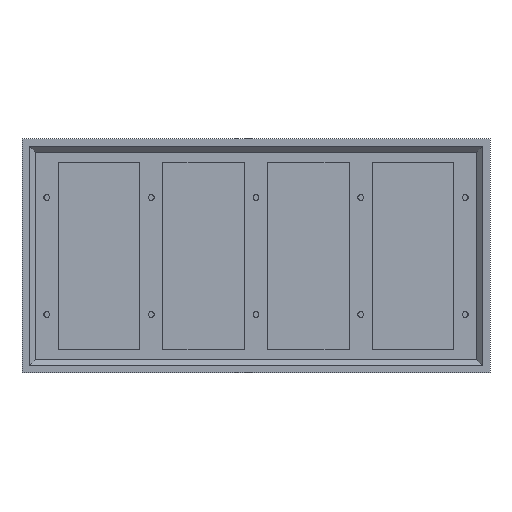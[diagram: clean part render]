
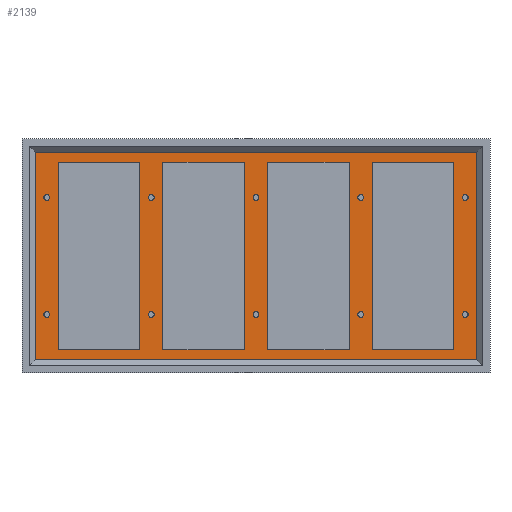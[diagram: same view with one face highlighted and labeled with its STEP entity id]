
A CAD part, front view. The second image highlights one B-rep face of the part: STEP entity #2139.
In plain terms, the highlighted planar face has unit normal (0, -1, 0).
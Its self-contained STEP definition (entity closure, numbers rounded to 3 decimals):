
#5=DIRECTION('',(1.,0.,0.));
#6=VECTOR('',#5,1886.);
#7=CARTESIAN_POINT('',(-943.,25.,-443.));
#8=LINE('',#7,#6);
#9=DIRECTION('',(0.,0.,-1.));
#10=VECTOR('',#9,886.);
#11=CARTESIAN_POINT('',(-943.,25.,443.));
#12=LINE('',#11,#10);
#13=DIRECTION('',(-1.,0.,0.));
#14=VECTOR('',#13,1886.);
#15=CARTESIAN_POINT('',(943.,25.,443.));
#16=LINE('',#15,#14);
#17=DIRECTION('',(0.,0.,1.));
#18=VECTOR('',#17,886.);
#19=CARTESIAN_POINT('',(943.,25.,-443.));
#20=LINE('',#19,#18);
#21=CARTESIAN_POINT('',(-894.4,25.,250.));
#22=DIRECTION('',(0.,-1.,0.));
#23=DIRECTION('',(1.,0.,0.));
#24=AXIS2_PLACEMENT_3D('',#21,#22,#23);
#26=CARTESIAN_POINT('',(-894.4,25.,250.));
#27=DIRECTION('',(0.,-1.,0.));
#28=DIRECTION('',(-1.,0.,0.));
#29=AXIS2_PLACEMENT_3D('',#26,#27,#28);
#31=CARTESIAN_POINT('',(-894.4,25.,-250.));
#32=DIRECTION('',(0.,-1.,0.));
#33=DIRECTION('',(1.,0.,0.));
#34=AXIS2_PLACEMENT_3D('',#31,#32,#33);
#36=CARTESIAN_POINT('',(-894.4,25.,-250.));
#37=DIRECTION('',(0.,-1.,0.));
#38=DIRECTION('',(-1.,0.,0.));
#39=AXIS2_PLACEMENT_3D('',#36,#37,#38);
#41=CARTESIAN_POINT('',(-447.2,25.,250.));
#42=DIRECTION('',(0.,-1.,0.));
#43=DIRECTION('',(1.,0.,0.));
#44=AXIS2_PLACEMENT_3D('',#41,#42,#43);
#46=CARTESIAN_POINT('',(-447.2,25.,250.));
#47=DIRECTION('',(0.,-1.,0.));
#48=DIRECTION('',(-1.,0.,0.));
#49=AXIS2_PLACEMENT_3D('',#46,#47,#48);
#51=CARTESIAN_POINT('',(-447.2,25.,-250.));
#52=DIRECTION('',(0.,-1.,0.));
#53=DIRECTION('',(1.,0.,0.));
#54=AXIS2_PLACEMENT_3D('',#51,#52,#53);
#56=CARTESIAN_POINT('',(-447.2,25.,-250.));
#57=DIRECTION('',(0.,-1.,0.));
#58=DIRECTION('',(-1.,0.,0.));
#59=AXIS2_PLACEMENT_3D('',#56,#57,#58);
#61=CARTESIAN_POINT('',(0.,25.,250.));
#62=DIRECTION('',(0.,-1.,0.));
#63=DIRECTION('',(1.,0.,0.));
#64=AXIS2_PLACEMENT_3D('',#61,#62,#63);
#66=CARTESIAN_POINT('',(0.,25.,250.));
#67=DIRECTION('',(0.,-1.,0.));
#68=DIRECTION('',(-1.,0.,0.));
#69=AXIS2_PLACEMENT_3D('',#66,#67,#68);
#71=CARTESIAN_POINT('',(0.,25.,-250.));
#72=DIRECTION('',(0.,-1.,0.));
#73=DIRECTION('',(1.,0.,0.));
#74=AXIS2_PLACEMENT_3D('',#71,#72,#73);
#76=CARTESIAN_POINT('',(0.,25.,-250.));
#77=DIRECTION('',(0.,-1.,0.));
#78=DIRECTION('',(-1.,0.,0.));
#79=AXIS2_PLACEMENT_3D('',#76,#77,#78);
#81=CARTESIAN_POINT('',(894.4,25.,250.));
#82=DIRECTION('',(0.,-1.,0.));
#83=DIRECTION('',(1.,0.,0.));
#84=AXIS2_PLACEMENT_3D('',#81,#82,#83);
#86=CARTESIAN_POINT('',(894.4,25.,250.));
#87=DIRECTION('',(0.,-1.,0.));
#88=DIRECTION('',(-1.,0.,0.));
#89=AXIS2_PLACEMENT_3D('',#86,#87,#88);
#91=CARTESIAN_POINT('',(894.4,25.,-250.));
#92=DIRECTION('',(0.,-1.,0.));
#93=DIRECTION('',(1.,0.,0.));
#94=AXIS2_PLACEMENT_3D('',#91,#92,#93);
#96=CARTESIAN_POINT('',(894.4,25.,-250.));
#97=DIRECTION('',(0.,-1.,0.));
#98=DIRECTION('',(-1.,0.,0.));
#99=AXIS2_PLACEMENT_3D('',#96,#97,#98);
#101=CARTESIAN_POINT('',(447.2,25.,250.));
#102=DIRECTION('',(0.,-1.,0.));
#103=DIRECTION('',(1.,0.,0.));
#104=AXIS2_PLACEMENT_3D('',#101,#102,#103);
#106=CARTESIAN_POINT('',(447.2,25.,250.));
#107=DIRECTION('',(0.,-1.,0.));
#108=DIRECTION('',(-1.,0.,0.));
#109=AXIS2_PLACEMENT_3D('',#106,#107,#108);
#111=CARTESIAN_POINT('',(447.2,25.,-250.));
#112=DIRECTION('',(0.,-1.,0.));
#113=DIRECTION('',(1.,0.,0.));
#114=AXIS2_PLACEMENT_3D('',#111,#112,#113);
#116=CARTESIAN_POINT('',(447.2,25.,-250.));
#117=DIRECTION('',(0.,-1.,0.));
#118=DIRECTION('',(-1.,0.,0.));
#119=AXIS2_PLACEMENT_3D('',#116,#117,#118);
#1569=CARTESIAN_POINT('',(-943.,25.,-443.));
#1570=CARTESIAN_POINT('',(943.,25.,-443.));
#1571=VERTEX_POINT('',#1569);
#1572=VERTEX_POINT('',#1570);
#1573=CARTESIAN_POINT('',(943.,25.,443.));
#1574=VERTEX_POINT('',#1573);
#1575=CARTESIAN_POINT('',(-943.,25.,443.));
#1576=VERTEX_POINT('',#1575);
#1705=CARTESIAN_POINT('',(-881.9,25.,250.));
#1706=CARTESIAN_POINT('',(-906.9,25.,250.));
#1707=VERTEX_POINT('',#1705);
#1708=VERTEX_POINT('',#1706);
#1709=CARTESIAN_POINT('',(-881.9,25.,-250.));
#1710=CARTESIAN_POINT('',(-906.9,25.,-250.));
#1711=VERTEX_POINT('',#1709);
#1712=VERTEX_POINT('',#1710);
#1713=CARTESIAN_POINT('',(-434.7,25.,250.));
#1714=CARTESIAN_POINT('',(-459.7,25.,250.));
#1715=VERTEX_POINT('',#1713);
#1716=VERTEX_POINT('',#1714);
#1717=CARTESIAN_POINT('',(-434.7,25.,-250.));
#1718=CARTESIAN_POINT('',(-459.7,25.,-250.));
#1719=VERTEX_POINT('',#1717);
#1720=VERTEX_POINT('',#1718);
#1721=CARTESIAN_POINT('',(12.5,25.,250.));
#1722=CARTESIAN_POINT('',(-12.5,25.,250.));
#1723=VERTEX_POINT('',#1721);
#1724=VERTEX_POINT('',#1722);
#1725=CARTESIAN_POINT('',(12.5,25.,-250.));
#1726=CARTESIAN_POINT('',(-12.5,25.,-250.));
#1727=VERTEX_POINT('',#1725);
#1728=VERTEX_POINT('',#1726);
#1729=CARTESIAN_POINT('',(906.9,25.,250.));
#1730=CARTESIAN_POINT('',(881.9,25.,250.));
#1731=VERTEX_POINT('',#1729);
#1732=VERTEX_POINT('',#1730);
#1733=CARTESIAN_POINT('',(906.9,25.,-250.));
#1734=CARTESIAN_POINT('',(881.9,25.,-250.));
#1735=VERTEX_POINT('',#1733);
#1736=VERTEX_POINT('',#1734);
#1737=CARTESIAN_POINT('',(459.7,25.,250.));
#1738=CARTESIAN_POINT('',(434.7,25.,250.));
#1739=VERTEX_POINT('',#1737);
#1740=VERTEX_POINT('',#1738);
#1741=CARTESIAN_POINT('',(459.7,25.,-250.));
#1742=CARTESIAN_POINT('',(434.7,25.,-250.));
#1743=VERTEX_POINT('',#1741);
#1744=VERTEX_POINT('',#1742);
#2065=CARTESIAN_POINT('',(0.,25.,0.));
#2066=DIRECTION('',(0.,-1.,0.));
#2067=DIRECTION('',(1.,0.,0.));
#2068=AXIS2_PLACEMENT_3D('',#2065,#2066,#2067);
#2069=PLANE('',#2068);
#2071=ORIENTED_EDGE('',*,*,#2070,.F.);
#2073=ORIENTED_EDGE('',*,*,#2072,.F.);
#2075=ORIENTED_EDGE('',*,*,#2074,.F.);
#2077=ORIENTED_EDGE('',*,*,#2076,.F.);
#2078=EDGE_LOOP('',(#2071,#2073,#2075,#2077));
#2079=FACE_OUTER_BOUND('',#2078,.F.);
#2081=ORIENTED_EDGE('',*,*,#2080,.T.);
#2083=ORIENTED_EDGE('',*,*,#2082,.T.);
#2084=EDGE_LOOP('',(#2081,#2083));
#2085=FACE_BOUND('',#2084,.F.);
#2087=ORIENTED_EDGE('',*,*,#2086,.T.);
#2089=ORIENTED_EDGE('',*,*,#2088,.T.);
#2090=EDGE_LOOP('',(#2087,#2089));
#2091=FACE_BOUND('',#2090,.F.);
#2092=ORIENTED_EDGE('',*,*,#2054,.T.);
#2094=ORIENTED_EDGE('',*,*,#2093,.T.);
#2095=EDGE_LOOP('',(#2092,#2094));
#2096=FACE_BOUND('',#2095,.F.);
#2098=ORIENTED_EDGE('',*,*,#2097,.T.);
#2100=ORIENTED_EDGE('',*,*,#2099,.T.);
#2101=EDGE_LOOP('',(#2098,#2100));
#2102=FACE_BOUND('',#2101,.F.);
#2104=ORIENTED_EDGE('',*,*,#2103,.T.);
#2106=ORIENTED_EDGE('',*,*,#2105,.T.);
#2107=EDGE_LOOP('',(#2104,#2106));
#2108=FACE_BOUND('',#2107,.F.);
#2110=ORIENTED_EDGE('',*,*,#2109,.T.);
#2112=ORIENTED_EDGE('',*,*,#2111,.T.);
#2113=EDGE_LOOP('',(#2110,#2112));
#2114=FACE_BOUND('',#2113,.F.);
#2116=ORIENTED_EDGE('',*,*,#2115,.T.);
#2118=ORIENTED_EDGE('',*,*,#2117,.T.);
#2119=EDGE_LOOP('',(#2116,#2118));
#2120=FACE_BOUND('',#2119,.F.);
#2122=ORIENTED_EDGE('',*,*,#2121,.T.);
#2124=ORIENTED_EDGE('',*,*,#2123,.T.);
#2125=EDGE_LOOP('',(#2122,#2124));
#2126=FACE_BOUND('',#2125,.F.);
#2128=ORIENTED_EDGE('',*,*,#2127,.T.);
#2130=ORIENTED_EDGE('',*,*,#2129,.T.);
#2131=EDGE_LOOP('',(#2128,#2130));
#2132=FACE_BOUND('',#2131,.F.);
#2134=ORIENTED_EDGE('',*,*,#2133,.T.);
#2136=ORIENTED_EDGE('',*,*,#2135,.T.);
#2137=EDGE_LOOP('',(#2134,#2136));
#2138=FACE_BOUND('',#2137,.F.);
#2139=ADVANCED_FACE('',(#2079,#2085,#2091,#2096,#2102,#2108,#2114,#2120,#2126,
#2132,#2138),#2069,.T.);
#25=CIRCLE('',#24,12.5);
#30=CIRCLE('',#29,12.5);
#35=CIRCLE('',#34,12.5);
#40=CIRCLE('',#39,12.5);
#45=CIRCLE('',#44,12.5);
#50=CIRCLE('',#49,12.5);
#55=CIRCLE('',#54,12.5);
#60=CIRCLE('',#59,12.5);
#65=CIRCLE('',#64,12.5);
#70=CIRCLE('',#69,12.5);
#75=CIRCLE('',#74,12.5);
#80=CIRCLE('',#79,12.5);
#85=CIRCLE('',#84,12.5);
#90=CIRCLE('',#89,12.5);
#95=CIRCLE('',#94,12.5);
#100=CIRCLE('',#99,12.5);
#105=CIRCLE('',#104,12.5);
#110=CIRCLE('',#109,12.5);
#115=CIRCLE('',#114,12.5);
#120=CIRCLE('',#119,12.5);
#2054=EDGE_CURVE('',#1715,#1716,#45,.T.);
#2070=EDGE_CURVE('',#1571,#1572,#8,.T.);
#2072=EDGE_CURVE('',#1576,#1571,#12,.T.);
#2074=EDGE_CURVE('',#1574,#1576,#16,.T.);
#2076=EDGE_CURVE('',#1572,#1574,#20,.T.);
#2080=EDGE_CURVE('',#1707,#1708,#25,.T.);
#2082=EDGE_CURVE('',#1708,#1707,#30,.T.);
#2086=EDGE_CURVE('',#1711,#1712,#35,.T.);
#2088=EDGE_CURVE('',#1712,#1711,#40,.T.);
#2093=EDGE_CURVE('',#1716,#1715,#50,.T.);
#2097=EDGE_CURVE('',#1719,#1720,#55,.T.);
#2099=EDGE_CURVE('',#1720,#1719,#60,.T.);
#2103=EDGE_CURVE('',#1723,#1724,#65,.T.);
#2105=EDGE_CURVE('',#1724,#1723,#70,.T.);
#2109=EDGE_CURVE('',#1727,#1728,#75,.T.);
#2111=EDGE_CURVE('',#1728,#1727,#80,.T.);
#2115=EDGE_CURVE('',#1731,#1732,#85,.T.);
#2117=EDGE_CURVE('',#1732,#1731,#90,.T.);
#2121=EDGE_CURVE('',#1735,#1736,#95,.T.);
#2123=EDGE_CURVE('',#1736,#1735,#100,.T.);
#2127=EDGE_CURVE('',#1739,#1740,#105,.T.);
#2129=EDGE_CURVE('',#1740,#1739,#110,.T.);
#2133=EDGE_CURVE('',#1743,#1744,#115,.T.);
#2135=EDGE_CURVE('',#1744,#1743,#120,.T.);
